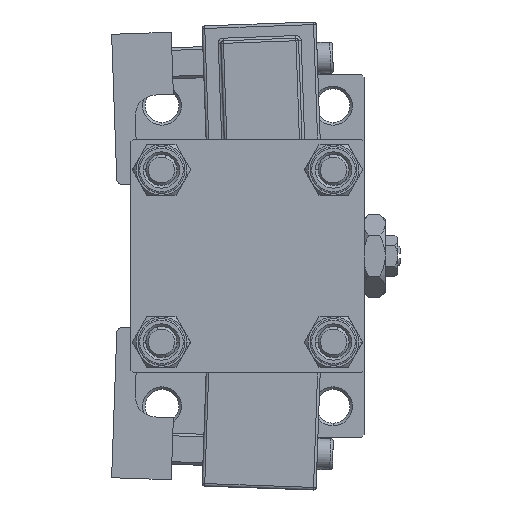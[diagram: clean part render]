
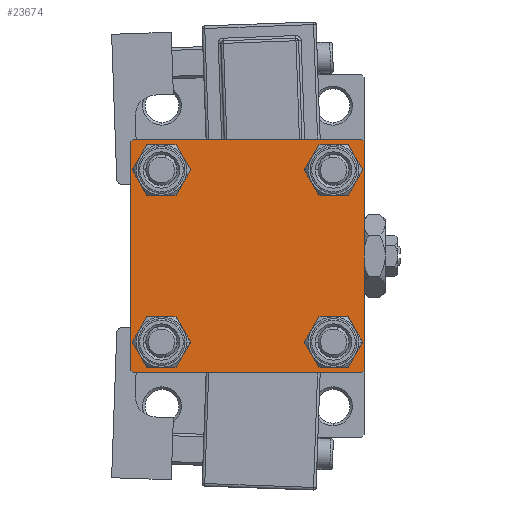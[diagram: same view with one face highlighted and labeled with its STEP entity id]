
A CAD part, left-side view. The second image highlights one B-rep face of the part: STEP entity #23674.
In plain terms, the highlighted planar face has unit normal (-1, 0, 0).
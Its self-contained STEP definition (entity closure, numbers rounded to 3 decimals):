
#42 = VECTOR ( 'NONE', #16377, 1000. ) ;
#334 = CIRCLE ( 'NONE', #29394, 3.5 ) ;
#1259 = LINE ( 'NONE', #28550, #46413 ) ;
#1797 = CARTESIAN_POINT ( 'NONE',  ( 0., 22.5, 22.5 ) ) ;
#2026 = LINE ( 'NONE', #33943, #42 ) ;
#2360 = CARTESIAN_POINT ( 'NONE',  ( 0., -22.5, 22. ) ) ;
#3783 = VERTEX_POINT ( 'NONE', #26378 ) ;
#4411 = ORIENTED_EDGE ( 'NONE', *, *, #13588, .T. ) ;
#4776 = LINE ( 'NONE', #12810, #33967 ) ;
#5285 = DIRECTION ( 'NONE',  ( 0., -0.707, -0.707 ) ) ;
#5377 = VERTEX_POINT ( 'NONE', #16133 ) ;
#5804 = FACE_OUTER_BOUND ( 'NONE', #43051, .T. ) ;
#5952 = LINE ( 'NONE', #1797, #20061 ) ;
#6313 = CARTESIAN_POINT ( 'NONE',  ( 0., -16.6, 16.6 ) ) ;
#7390 = DIRECTION ( 'NONE',  ( 1., 0., 0. ) ) ;
#7810 = CIRCLE ( 'NONE', #24404, 3.5 ) ;
#8319 = VERTEX_POINT ( 'NONE', #26534 ) ;
#8545 = DIRECTION ( 'NONE',  ( 0., 0., 1. ) ) ;
#8807 = CARTESIAN_POINT ( 'NONE',  ( 0., 16.6, 16.6 ) ) ;
#8916 = ORIENTED_EDGE ( 'NONE', *, *, #40463, .T. ) ;
#8975 = VERTEX_POINT ( 'NONE', #31207 ) ;
#9264 = AXIS2_PLACEMENT_3D ( 'NONE', #11923, #36070, #39952 ) ;
#9423 = VERTEX_POINT ( 'NONE', #47417 ) ;
#9707 = EDGE_CURVE ( 'NONE', #8975, #40049, #17834, .T. ) ;
#9859 = DIRECTION ( 'NONE',  ( 0., 0.707, -0.707 ) ) ;
#10370 = LINE ( 'NONE', #25458, #18945 ) ;
#10724 = CARTESIAN_POINT ( 'NONE',  ( 0., 16.6, -20.1 ) ) ;
#10932 = DIRECTION ( 'NONE',  ( 1., 0., 0. ) ) ;
#10962 = ORIENTED_EDGE ( 'NONE', *, *, #42295, .F. ) ;
#11607 = AXIS2_PLACEMENT_3D ( 'NONE', #37734, #41870, #29189 ) ;
#11668 = CARTESIAN_POINT ( 'NONE',  ( 0., -22., -22.5 ) ) ;
#11923 = CARTESIAN_POINT ( 'NONE',  ( 0., 16.6, -16.6 ) ) ;
#12532 = VERTEX_POINT ( 'NONE', #42903 ) ;
#12749 = ORIENTED_EDGE ( 'NONE', *, *, #36364, .T. ) ;
#12810 = CARTESIAN_POINT ( 'NONE',  ( 0., 22.25, -22.25 ) ) ;
#13309 = ORIENTED_EDGE ( 'NONE', *, *, #23005, .F. ) ;
#13588 = EDGE_CURVE ( 'NONE', #5377, #8319, #43671, .T. ) ;
#14097 = DIRECTION ( 'NONE',  ( 1., 0., 0. ) ) ;
#14098 = FACE_BOUND ( 'NONE', #28298, .T. ) ;
#14374 = ORIENTED_EDGE ( 'NONE', *, *, #19363, .T. ) ;
#14678 = CARTESIAN_POINT ( 'NONE',  ( 0., 16.6, 16.6 ) ) ;
#14747 = DIRECTION ( 'NONE',  ( 0., 0.707, 0.707 ) ) ;
#15063 = EDGE_LOOP ( 'NONE', ( #29467, #48406 ) ) ;
#15129 = ORIENTED_EDGE ( 'NONE', *, *, #40060, .T. ) ;
#15135 = ORIENTED_EDGE ( 'NONE', *, *, #38345, .T. ) ;
#15275 = VERTEX_POINT ( 'NONE', #44169 ) ;
#16133 = CARTESIAN_POINT ( 'NONE',  ( 0., -16.6, 13.1 ) ) ;
#16377 = DIRECTION ( 'NONE',  ( 0., -0.707, 0.707 ) ) ;
#17279 = CARTESIAN_POINT ( 'NONE',  ( 0., 16.6, -16.6 ) ) ;
#17297 = CARTESIAN_POINT ( 'NONE',  ( 0., -22.5, -22. ) ) ;
#17360 = CARTESIAN_POINT ( 'NONE',  ( 0., 16.6, 20.1 ) ) ;
#17637 = DIRECTION ( 'NONE',  ( 0., 0., -1. ) ) ;
#17834 = CIRCLE ( 'NONE', #28673, 3.5 ) ;
#18065 = ORIENTED_EDGE ( 'NONE', *, *, #9707, .T. ) ;
#18120 = VERTEX_POINT ( 'NONE', #2360 ) ;
#18945 = VECTOR ( 'NONE', #14747, 1000. ) ;
#19296 = EDGE_CURVE ( 'NONE', #27276, #12532, #26464, .T. ) ;
#19363 = EDGE_CURVE ( 'NONE', #18120, #27093, #10370, .T. ) ;
#20061 = VECTOR ( 'NONE', #17637, 1000. ) ;
#20598 = VECTOR ( 'NONE', #9859, 1000. ) ;
#21319 = AXIS2_PLACEMENT_3D ( 'NONE', #31446, #10932, #42601 ) ;
#21639 = CIRCLE ( 'NONE', #30739, 3.5 ) ;
#22763 = CARTESIAN_POINT ( 'NONE',  ( 0., -16.6, -16.6 ) ) ;
#23005 = EDGE_CURVE ( 'NONE', #27276, #27093, #1259, .T. ) ;
#23674 = ADVANCED_FACE ( 'NONE', ( #14098, #29446, #29695, #25813, #5804 ), #41613, .T. ) ;
#23773 = ORIENTED_EDGE ( 'NONE', *, *, #30218, .T. ) ;
#23806 = CARTESIAN_POINT ( 'NONE',  ( 0., 22.5, -22. ) ) ;
#24404 = AXIS2_PLACEMENT_3D ( 'NONE', #6313, #14097, #33323 ) ;
#25458 = CARTESIAN_POINT ( 'NONE',  ( 0., -22.25, 22.25 ) ) ;
#25813 = FACE_BOUND ( 'NONE', #30581, .T. ) ;
#26378 = CARTESIAN_POINT ( 'NONE',  ( 0., -16.6, -20.1 ) ) ;
#26464 = LINE ( 'NONE', #34471, #20598 ) ;
#26534 = CARTESIAN_POINT ( 'NONE',  ( 0., -16.6, 20.1 ) ) ;
#26642 = DIRECTION ( 'NONE',  ( 0., 0., 1. ) ) ;
#26680 = CIRCLE ( 'NONE', #32495, 3.5 ) ;
#26703 = CARTESIAN_POINT ( 'NONE',  ( 0., -22., 22.5 ) ) ;
#27093 = VERTEX_POINT ( 'NONE', #26703 ) ;
#27276 = VERTEX_POINT ( 'NONE', #51077 ) ;
#28298 = EDGE_LOOP ( 'NONE', ( #46243, #4411 ) ) ;
#28550 = CARTESIAN_POINT ( 'NONE',  ( 0., 22.5, 22.5 ) ) ;
#28673 = AXIS2_PLACEMENT_3D ( 'NONE', #14678, #7390, #26642 ) ;
#29189 = DIRECTION ( 'NONE',  ( 0., 0., 1. ) ) ;
#29394 = AXIS2_PLACEMENT_3D ( 'NONE', #22763, #46874, #46617 ) ;
#29446 = FACE_BOUND ( 'NONE', #15063, .T. ) ;
#29467 = ORIENTED_EDGE ( 'NONE', *, *, #49491, .T. ) ;
#29695 = FACE_BOUND ( 'NONE', #36805, .T. ) ;
#30218 = EDGE_CURVE ( 'NONE', #12532, #36008, #5952, .T. ) ;
#30349 = DIRECTION ( 'NONE',  ( 0., 0., -1. ) ) ;
#30581 = EDGE_LOOP ( 'NONE', ( #15129, #18065 ) ) ;
#30739 = AXIS2_PLACEMENT_3D ( 'NONE', #17279, #33123, #49207 ) ;
#30890 = DIRECTION ( 'NONE',  ( 1., 0., 0. ) ) ;
#31207 = CARTESIAN_POINT ( 'NONE',  ( 0., 16.6, 13.1 ) ) ;
#31285 = ORIENTED_EDGE ( 'NONE', *, *, #38891, .T. ) ;
#31446 = CARTESIAN_POINT ( 'NONE',  ( 0., -16.6, 16.6 ) ) ;
#31990 = LINE ( 'NONE', #36645, #51384 ) ;
#32105 = EDGE_CURVE ( 'NONE', #8319, #5377, #7810, .T. ) ;
#32495 = AXIS2_PLACEMENT_3D ( 'NONE', #8807, #32950, #8545 ) ;
#32635 = VERTEX_POINT ( 'NONE', #17297 ) ;
#32950 = DIRECTION ( 'NONE',  ( 1., 0., 0. ) ) ;
#33123 = DIRECTION ( 'NONE',  ( 1., 0., 0. ) ) ;
#33260 = EDGE_CURVE ( 'NONE', #9423, #33655, #31990, .T. ) ;
#33323 = DIRECTION ( 'NONE',  ( 0., 0., 1. ) ) ;
#33508 = EDGE_CURVE ( 'NONE', #3783, #15275, #42263, .T. ) ;
#33655 = VERTEX_POINT ( 'NONE', #11668 ) ;
#33943 = CARTESIAN_POINT ( 'NONE',  ( 0., -22.25, -22.25 ) ) ;
#33967 = VECTOR ( 'NONE', #5285, 1000. ) ;
#34089 = VERTEX_POINT ( 'NONE', #10724 ) ;
#34224 = LINE ( 'NONE', #50066, #45829 ) ;
#34471 = CARTESIAN_POINT ( 'NONE',  ( 0., 22.25, 22.25 ) ) ;
#34687 = AXIS2_PLACEMENT_3D ( 'NONE', #50869, #30890, #46469 ) ;
#36008 = VERTEX_POINT ( 'NONE', #23806 ) ;
#36070 = DIRECTION ( 'NONE',  ( 1., 0., 0. ) ) ;
#36364 = EDGE_CURVE ( 'NONE', #36008, #9423, #4776, .T. ) ;
#36645 = CARTESIAN_POINT ( 'NONE',  ( 0., 22.5, -22.5 ) ) ;
#36695 = VERTEX_POINT ( 'NONE', #42610 ) ;
#36805 = EDGE_LOOP ( 'NONE', ( #8916, #15135 ) ) ;
#37342 = DIRECTION ( 'NONE',  ( 0., -1., 0. ) ) ;
#37734 = CARTESIAN_POINT ( 'NONE',  ( 0., 0., 0. ) ) ;
#38345 = EDGE_CURVE ( 'NONE', #34089, #36695, #21639, .T. ) ;
#38891 = EDGE_CURVE ( 'NONE', #33655, #32635, #2026, .T. ) ;
#39952 = DIRECTION ( 'NONE',  ( 0., 0., 1. ) ) ;
#40049 = VERTEX_POINT ( 'NONE', #17360 ) ;
#40060 = EDGE_CURVE ( 'NONE', #40049, #8975, #26680, .T. ) ;
#40463 = EDGE_CURVE ( 'NONE', #36695, #34089, #47371, .T. ) ;
#40828 = ORIENTED_EDGE ( 'NONE', *, *, #19296, .T. ) ;
#41613 = PLANE ( 'NONE',  #11607 ) ;
#41870 = DIRECTION ( 'NONE',  ( -1., 0., 0. ) ) ;
#42263 = CIRCLE ( 'NONE', #34687, 3.5 ) ;
#42295 = EDGE_CURVE ( 'NONE', #18120, #32635, #34224, .T. ) ;
#42601 = DIRECTION ( 'NONE',  ( 0., 0., 1. ) ) ;
#42610 = CARTESIAN_POINT ( 'NONE',  ( 0., 16.6, -13.1 ) ) ;
#42903 = CARTESIAN_POINT ( 'NONE',  ( 0., 22.5, 22. ) ) ;
#43051 = EDGE_LOOP ( 'NONE', ( #23773, #12749, #47315, #31285, #10962, #14374, #13309, #40828 ) ) ;
#43650 = DIRECTION ( 'NONE',  ( 0., -1., 0. ) ) ;
#43671 = CIRCLE ( 'NONE', #21319, 3.5 ) ;
#44169 = CARTESIAN_POINT ( 'NONE',  ( 0., -16.6, -13.1 ) ) ;
#45829 = VECTOR ( 'NONE', #30349, 1000. ) ;
#46243 = ORIENTED_EDGE ( 'NONE', *, *, #32105, .T. ) ;
#46413 = VECTOR ( 'NONE', #37342, 1000. ) ;
#46469 = DIRECTION ( 'NONE',  ( 0., 0., 1. ) ) ;
#46617 = DIRECTION ( 'NONE',  ( 0., 0., 1. ) ) ;
#46874 = DIRECTION ( 'NONE',  ( 1., 0., 0. ) ) ;
#47315 = ORIENTED_EDGE ( 'NONE', *, *, #33260, .T. ) ;
#47371 = CIRCLE ( 'NONE', #9264, 3.5 ) ;
#47417 = CARTESIAN_POINT ( 'NONE',  ( 0., 22., -22.5 ) ) ;
#48406 = ORIENTED_EDGE ( 'NONE', *, *, #33508, .T. ) ;
#49207 = DIRECTION ( 'NONE',  ( 0., 0., 1. ) ) ;
#49491 = EDGE_CURVE ( 'NONE', #15275, #3783, #334, .T. ) ;
#50066 = CARTESIAN_POINT ( 'NONE',  ( 0., -22.5, 22.5 ) ) ;
#50869 = CARTESIAN_POINT ( 'NONE',  ( 0., -16.6, -16.6 ) ) ;
#51077 = CARTESIAN_POINT ( 'NONE',  ( 0., 22., 22.5 ) ) ;
#51384 = VECTOR ( 'NONE', #43650, 1000. ) ;
